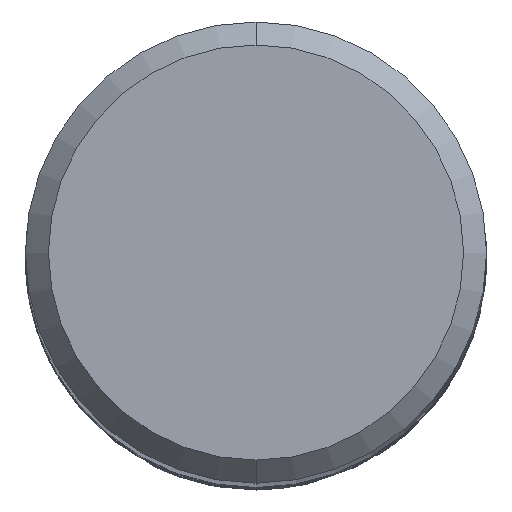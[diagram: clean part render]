
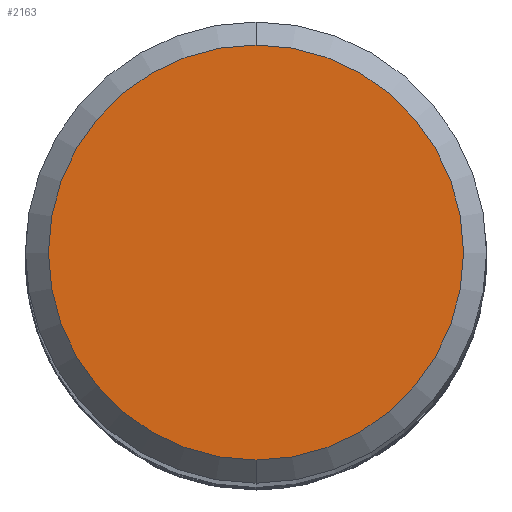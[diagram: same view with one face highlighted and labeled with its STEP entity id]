
A CAD part, top view. The second image highlights one B-rep face of the part: STEP entity #2163.
In plain terms, the highlighted planar face has unit normal (0, 0, 1).
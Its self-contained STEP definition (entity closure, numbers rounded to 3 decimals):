
#1247=VERTEX_POINT('',#3334);
#1479=VERTEX_POINT('',#3589);
#2163=ADVANCED_FACE('',(#4338),#4339,.T.);
#2791=EDGE_CURVE('',#1479,#1247,#5013,.T.);
#2989=EDGE_CURVE('',#1247,#1479,#5229,.T.);
#3334=CARTESIAN_POINT('',(0.0,3.6,0.0));
#3589=CARTESIAN_POINT('',(0.,-3.6,0.0));
#4338=FACE_OUTER_BOUND('',#18079,.T.);
#4339=PLANE('',#18080);
#5013=CIRCLE('',#24633,3.6);
#5229=CIRCLE('',#25426,3.6);
#18079=EDGE_LOOP('',(#28384,#28385));
#18080=AXIS2_PLACEMENT_3D('',#28386,#28387,#28388);
#24633=AXIS2_PLACEMENT_3D('',#28994,#28995,#28996);
#25426=AXIS2_PLACEMENT_3D('',#29248,#29249,#29250);
#28384=ORIENTED_EDGE('',*,*,#2989,.F.);
#28385=ORIENTED_EDGE('',*,*,#2791,.F.);
#28386=CARTESIAN_POINT('',(0.0,1.8,0.0));
#28387=DIRECTION('',(-0.0,0.0,1.0));
#28388=DIRECTION('',(0.0,-1.0,0.0));
#28994=CARTESIAN_POINT('',(0.0,0.0,0.0));
#28995=DIRECTION('',(0.0,0.0,-1.0));
#28996=DIRECTION('',(0.0,1.0,0.0));
#29248=CARTESIAN_POINT('',(0.0,0.0,0.0));
#29249=DIRECTION('',(0.0,0.0,-1.0));
#29250=DIRECTION('',(0.0,1.0,0.0));
